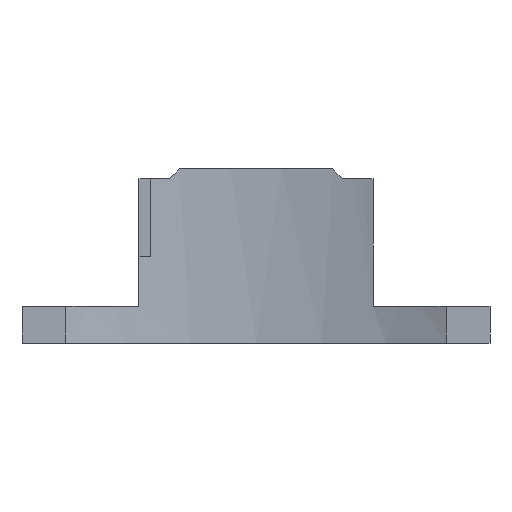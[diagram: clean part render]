
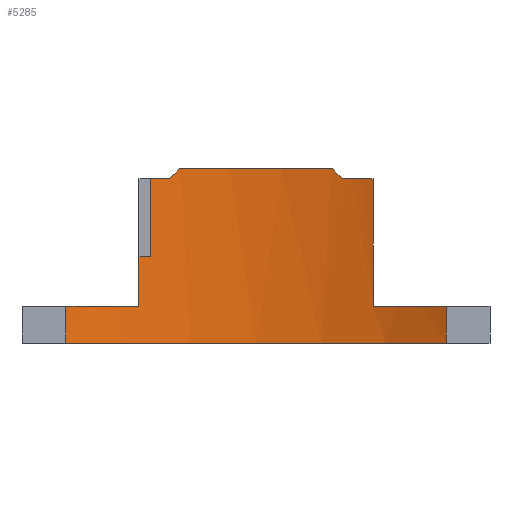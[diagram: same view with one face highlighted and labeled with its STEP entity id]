
A CAD part, front view. The second image highlights one B-rep face of the part: STEP entity #5285.
In plain terms, the highlighted cylindrical face has radius 66.676 mm (diameter 133.351 mm), a partial arc.
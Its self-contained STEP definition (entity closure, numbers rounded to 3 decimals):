
#56 = CARTESIAN_POINT ( 'NONE',  ( -12.45, -37.469, 28.4 ) ) ;
#78 = EDGE_CURVE ( 'NONE', #6187, #151, #3316, .T. ) ;
#113 = LINE ( 'NONE', #2650, #5704 ) ;
#135 = VECTOR ( 'NONE', #4852, 1000. ) ;
#151 = VERTEX_POINT ( 'NONE', #6085 ) ;
#219 = AXIS2_PLACEMENT_3D ( 'NONE', #2415, #3928, #5418 ) ;
#390 = ORIENTED_EDGE ( 'NONE', *, *, #3478, .T. ) ;
#404 = CARTESIAN_POINT ( 'NONE',  ( 30.978, -43.929, 6. ) ) ;
#405 = DIRECTION ( 'NONE',  ( 0., 0., -1. ) ) ;
#429 = EDGE_CURVE ( 'NONE', #509, #5256, #1862, .T. ) ;
#466 = CARTESIAN_POINT ( 'NONE',  ( 12.985, -37.57, 27.865 ) ) ;
#504 = LINE ( 'NONE', #404, #4349 ) ;
#509 = VERTEX_POINT ( 'NONE', #2067 ) ;
#662 = DIRECTION ( 'NONE',  ( 0., 0., -1. ) ) ;
#811 = ORIENTED_EDGE ( 'NONE', *, *, #818, .F. ) ;
#818 = EDGE_CURVE ( 'NONE', #151, #6391, #504, .T. ) ;
#844 = CARTESIAN_POINT ( 'NONE',  ( 19.05, -39.075, 26.8 ) ) ;
#864 = LINE ( 'NONE', #5203, #2530 ) ;
#875 = VERTEX_POINT ( 'NONE', #2028 ) ;
#958 = EDGE_CURVE ( 'NONE', #4198, #3983, #4243, .T. ) ;
#959 = CARTESIAN_POINT ( 'NONE',  ( 0., -102.972, 6. ) ) ;
#981 = CARTESIAN_POINT ( 'NONE',  ( 30.978, -43.929, 0. ) ) ;
#1017 = CARTESIAN_POINT ( 'NONE',  ( 14.05, -37.793, 26.8 ) ) ;
#1022 = CARTESIAN_POINT ( 'NONE',  ( -14.05, -37.793, 26.8 ) ) ;
#1054 = DIRECTION ( 'NONE',  ( 0., 0., 1. ) ) ;
#1126 = EDGE_CURVE ( 'NONE', #5562, #6391, #3940, .T. ) ;
#1148 = EDGE_CURVE ( 'NONE', #3983, #2281, #5168, .T. ) ;
#1190 = EDGE_CURVE ( 'NONE', #509, #2281, #5488, .T. ) ;
#1240 = DIRECTION ( 'NONE',  ( 1., 0., 0. ) ) ;
#1479 = ORIENTED_EDGE ( 'NONE', *, *, #78, .F. ) ;
#1541 = DIRECTION ( 'NONE',  ( -1., 0., 0. ) ) ;
#1813 = EDGE_CURVE ( 'NONE', #875, #5310, #4155, .T. ) ;
#1819 = AXIS2_PLACEMENT_3D ( 'NONE', #959, #405, #6335 ) ;
#1862 =( BOUNDED_CURVE ( )  B_SPLINE_CURVE ( 3, ( #56, #4947, #3938, #2036 ),
 .UNSPECIFIED., .F., .F. ) 
 B_SPLINE_CURVE_WITH_KNOTS ( ( 4, 4 ),
 ( 4.9, 4.925 ),
 .UNSPECIFIED. ) 
 CURVE ( )  GEOMETRIC_REPRESENTATION_ITEM ( )  RATIONAL_B_SPLINE_CURVE ( ( 1., 1., 1., 1. ) ) 
 REPRESENTATION_ITEM ( '' )  );
#1880 = LINE ( 'NONE', #3760, #5923 ) ;
#1917 = CARTESIAN_POINT ( 'NONE',  ( -30.978, -43.929, 0. ) ) ;
#1989 = DIRECTION ( 'NONE',  ( 1., 0., 0. ) ) ;
#2028 = CARTESIAN_POINT ( 'NONE',  ( -30.978, -43.929, 6. ) ) ;
#2036 = CARTESIAN_POINT ( 'NONE',  ( -14.05, -37.793, 26.8 ) ) ;
#2067 = CARTESIAN_POINT ( 'NONE',  ( -12.45, -37.469, 28.4 ) ) ;
#2108 = EDGE_CURVE ( 'NONE', #4198, #6187, #113, .T. ) ;
#2126 = AXIS2_PLACEMENT_3D ( 'NONE', #3115, #662, #1240 ) ;
#2279 = CARTESIAN_POINT ( 'NONE',  ( 19.05, -39.075, 6. ) ) ;
#2281 = VERTEX_POINT ( 'NONE', #2797 ) ;
#2291 = CARTESIAN_POINT ( 'NONE',  ( 0., -102.972, 6. ) ) ;
#2415 = CARTESIAN_POINT ( 'NONE',  ( 0., -102.972, 28.4 ) ) ;
#2499 = AXIS2_PLACEMENT_3D ( 'NONE', #4651, #1054, #1541 ) ;
#2530 = VECTOR ( 'NONE', #5753, 1000. ) ;
#2614 = CARTESIAN_POINT ( 'NONE',  ( -19.05, -39.075, 6. ) ) ;
#2650 = CARTESIAN_POINT ( 'NONE',  ( 19.05, -39.075, 26.8 ) ) ;
#2797 = CARTESIAN_POINT ( 'NONE',  ( 12.45, -37.469, 28.4 ) ) ;
#2848 = VERTEX_POINT ( 'NONE', #3634 ) ;
#2865 = DIRECTION ( 'NONE',  ( 0., 0., -1. ) ) ;
#2903 = AXIS2_PLACEMENT_3D ( 'NONE', #2925, #4936, #1989 ) ;
#2920 = ORIENTED_EDGE ( 'NONE', *, *, #1126, .T. ) ;
#2925 = CARTESIAN_POINT ( 'NONE',  ( 0., -102.972, 0. ) ) ;
#2927 = ORIENTED_EDGE ( 'NONE', *, *, #429, .T. ) ;
#2953 = AXIS2_PLACEMENT_3D ( 'NONE', #5940, #3488, #5455 ) ;
#2999 = ORIENTED_EDGE ( 'NONE', *, *, #3002, .T. ) ;
#3002 = EDGE_CURVE ( 'NONE', #2848, #5310, #4761, .T. ) ;
#3030 = ORIENTED_EDGE ( 'NONE', *, *, #5254, .T. ) ;
#3057 = EDGE_CURVE ( 'NONE', #3071, #3919, #1880, .T. ) ;
#3071 = VERTEX_POINT ( 'NONE', #3303 ) ;
#3105 = DIRECTION ( 'NONE',  ( 1., 0., 0. ) ) ;
#3111 = AXIS2_PLACEMENT_3D ( 'NONE', #5634, #3566, #3105 ) ;
#3115 = CARTESIAN_POINT ( 'NONE',  ( 0., -102.972, 14.1 ) ) ;
#3303 = CARTESIAN_POINT ( 'NONE',  ( -17.155, -38.541, 26.8 ) ) ;
#3316 = CIRCLE ( 'NONE', #3111, 66.676 ) ;
#3478 = EDGE_CURVE ( 'NONE', #875, #5562, #864, .T. ) ;
#3488 = DIRECTION ( 'NONE',  ( 0., 0., 1. ) ) ;
#3566 = DIRECTION ( 'NONE',  ( 0., 0., -1. ) ) ;
#3634 = CARTESIAN_POINT ( 'NONE',  ( -19.05, -39.075, 14.1 ) ) ;
#3760 = CARTESIAN_POINT ( 'NONE',  ( -17.155, -38.541, 6. ) ) ;
#3863 = CARTESIAN_POINT ( 'NONE',  ( 14.05, -37.793, 26.8 ) ) ;
#3919 = VERTEX_POINT ( 'NONE', #4862 ) ;
#3928 = DIRECTION ( 'NONE',  ( 0., 0., -1. ) ) ;
#3938 = CARTESIAN_POINT ( 'NONE',  ( -13.518, -37.679, 27.332 ) ) ;
#3940 = CIRCLE ( 'NONE', #2903, 66.676 ) ;
#3983 = VERTEX_POINT ( 'NONE', #1017 ) ;
#4030 = DIRECTION ( 'NONE',  ( 0., 0., -1. ) ) ;
#4082 = EDGE_CURVE ( 'NONE', #2848, #3919, #4903, .T. ) ;
#4106 = ORIENTED_EDGE ( 'NONE', *, *, #4082, .F. ) ;
#4155 = CIRCLE ( 'NONE', #4982, 66.676 ) ;
#4198 = VERTEX_POINT ( 'NONE', #844 ) ;
#4243 = CIRCLE ( 'NONE', #2499, 66.676 ) ;
#4349 = VECTOR ( 'NONE', #2865, 1000. ) ;
#4354 = CYLINDRICAL_SURFACE ( 'NONE', #1819, 66.676 ) ;
#4489 = ORIENTED_EDGE ( 'NONE', *, *, #958, .T. ) ;
#4651 = CARTESIAN_POINT ( 'NONE',  ( 0., -102.972, 26.8 ) ) ;
#4662 = ORIENTED_EDGE ( 'NONE', *, *, #1190, .F. ) ;
#4761 = LINE ( 'NONE', #5344, #135 ) ;
#4778 = DIRECTION ( 'NONE',  ( 0., 0., -1. ) ) ;
#4826 = DIRECTION ( 'NONE',  ( 0., 0., -1. ) ) ;
#4840 = FACE_OUTER_BOUND ( 'NONE', #5987, .T. ) ;
#4852 = DIRECTION ( 'NONE',  ( 0., 0., -1. ) ) ;
#4862 = CARTESIAN_POINT ( 'NONE',  ( -17.155, -38.541, 14.1 ) ) ;
#4863 = CARTESIAN_POINT ( 'NONE',  ( 12.45, -37.469, 28.4 ) ) ;
#4900 = CARTESIAN_POINT ( 'NONE',  ( 13.518, -37.679, 27.332 ) ) ;
#4903 = CIRCLE ( 'NONE', #2126, 66.676 ) ;
#4936 = DIRECTION ( 'NONE',  ( 0., 0., -1. ) ) ;
#4947 = CARTESIAN_POINT ( 'NONE',  ( -12.985, -37.57, 27.865 ) ) ;
#4982 = AXIS2_PLACEMENT_3D ( 'NONE', #2291, #4778, #5198 ) ;
#5046 = ORIENTED_EDGE ( 'NONE', *, *, #1813, .F. ) ;
#5168 =( BOUNDED_CURVE ( )  B_SPLINE_CURVE ( 3, ( #3863, #4900, #466, #4863 ),
 .UNSPECIFIED., .F., .F. ) 
 B_SPLINE_CURVE_WITH_KNOTS ( ( 4, 4 ),
 ( 1.358, 1.383 ),
 .UNSPECIFIED. ) 
 CURVE ( )  GEOMETRIC_REPRESENTATION_ITEM ( )  RATIONAL_B_SPLINE_CURVE ( ( 1., 1., 1., 1. ) ) 
 REPRESENTATION_ITEM ( '' )  );
#5198 = DIRECTION ( 'NONE',  ( 1., 0., 0. ) ) ;
#5203 = CARTESIAN_POINT ( 'NONE',  ( -30.978, -43.929, 6. ) ) ;
#5254 = EDGE_CURVE ( 'NONE', #5256, #3071, #6060, .T. ) ;
#5256 = VERTEX_POINT ( 'NONE', #1022 ) ;
#5277 = ORIENTED_EDGE ( 'NONE', *, *, #2108, .F. ) ;
#5285 = ADVANCED_FACE ( 'NONE', ( #4840 ), #4354, .F. ) ;
#5310 = VERTEX_POINT ( 'NONE', #2614 ) ;
#5344 = CARTESIAN_POINT ( 'NONE',  ( -19.05, -39.075, 26.8 ) ) ;
#5345 = ORIENTED_EDGE ( 'NONE', *, *, #1148, .T. ) ;
#5418 = DIRECTION ( 'NONE',  ( 1., 0., 0. ) ) ;
#5455 = DIRECTION ( 'NONE',  ( -1., 0., 0. ) ) ;
#5488 = CIRCLE ( 'NONE', #219, 66.676 ) ;
#5562 = VERTEX_POINT ( 'NONE', #1917 ) ;
#5634 = CARTESIAN_POINT ( 'NONE',  ( 0., -102.972, 6. ) ) ;
#5704 = VECTOR ( 'NONE', #4030, 1000. ) ;
#5753 = DIRECTION ( 'NONE',  ( 0., 0., -1. ) ) ;
#5923 = VECTOR ( 'NONE', #4826, 1000. ) ;
#5940 = CARTESIAN_POINT ( 'NONE',  ( 0., -102.972, 26.8 ) ) ;
#5987 = EDGE_LOOP ( 'NONE', ( #2927, #3030, #6189, #4106, #2999, #5046, #390, #2920, #811, #1479, #5277, #4489, #5345, #4662 ) ) ;
#6060 = CIRCLE ( 'NONE', #2953, 66.676 ) ;
#6085 = CARTESIAN_POINT ( 'NONE',  ( 30.978, -43.929, 6. ) ) ;
#6187 = VERTEX_POINT ( 'NONE', #2279 ) ;
#6189 = ORIENTED_EDGE ( 'NONE', *, *, #3057, .T. ) ;
#6335 = DIRECTION ( 'NONE',  ( -1., 0., 0. ) ) ;
#6391 = VERTEX_POINT ( 'NONE', #981 ) ;
